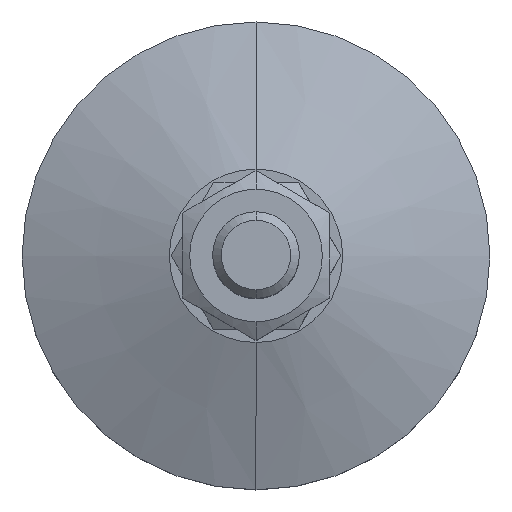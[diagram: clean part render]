
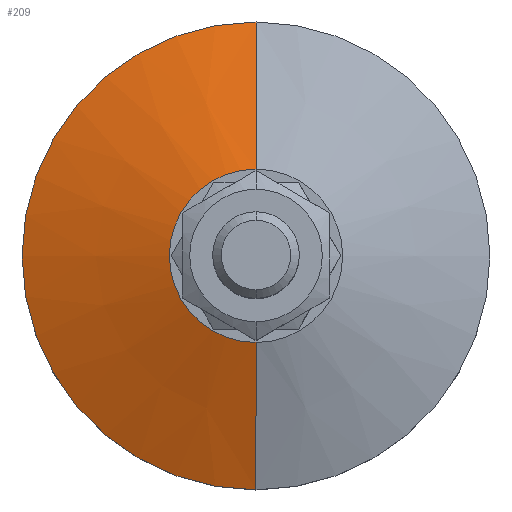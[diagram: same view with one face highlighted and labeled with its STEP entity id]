
A CAD part, top view. The second image highlights one B-rep face of the part: STEP entity #209.
In plain terms, the highlighted conical face has half-angle 69 degrees and reference radius 2.605 mm.
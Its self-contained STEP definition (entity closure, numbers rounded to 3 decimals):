
#143=CARTESIAN_POINT('',(0.0,27.0,8.0));
#144=VERTEX_POINT('',#143);
#160=CARTESIAN_POINT('',(0.,-27.,8.));
#161=VERTEX_POINT('',#160);
#168=CARTESIAN_POINT('',(0.0,0.0,8.0));
#169=DIRECTION('',(0.0,0.0,-1.0));
#170=DIRECTION('',(0.0,1.0,0.0));
#171=AXIS2_PLACEMENT_3D('',#168,#169,#170);
#172=CIRCLE('',#171,27.0);
#173=EDGE_CURVE('',#161,#144,#172,.T.);
#178=CARTESIAN_POINT('',(0.0,0.0,17.364));
#179=DIRECTION('',(0.0,0.0,-1.0));
#180=DIRECTION('',(0.0,1.0,0.0));
#181=AXIS2_PLACEMENT_3D('',#178,#179,#180);
#182=CONICAL_SURFACE('',#181,2.605,69.);
#183=CARTESIAN_POINT('',(0.0,10.,14.526));
#184=VERTEX_POINT('',#183);
#185=CARTESIAN_POINT('',(0.0,27.0,8.0));
#186=DIRECTION('',(0.0,-0.934,0.358));
#187=VECTOR('',#186,18.209);
#188=LINE('',#185,#187);
#189=EDGE_CURVE('',#144,#184,#188,.T.);
#190=ORIENTED_EDGE('',*,*,#189,.F.);
#191=ORIENTED_EDGE('',*,*,#173,.F.);
#192=CARTESIAN_POINT('',(0.,-10.,14.526));
#193=VERTEX_POINT('',#192);
#194=CARTESIAN_POINT('',(0.,-27.,8.));
#195=DIRECTION('',(0.,0.934,0.358));
#196=VECTOR('',#195,18.209);
#197=LINE('',#194,#196);
#198=EDGE_CURVE('',#161,#193,#197,.T.);
#199=ORIENTED_EDGE('',*,*,#198,.T.);
#200=CARTESIAN_POINT('',(0.0,0.0,14.526));
#201=DIRECTION('',(0.0,0.0,-1.0));
#202=DIRECTION('',(0.0,1.0,0.0));
#203=AXIS2_PLACEMENT_3D('',#200,#201,#202);
#204=CIRCLE('',#203,10.);
#205=EDGE_CURVE('',#193,#184,#204,.T.);
#206=ORIENTED_EDGE('',*,*,#205,.T.);
#207=EDGE_LOOP('',(#190,#191,#199,#206));
#208=FACE_OUTER_BOUND('',#207,.T.);
#209=ADVANCED_FACE('',(#208),#182,.T.);
